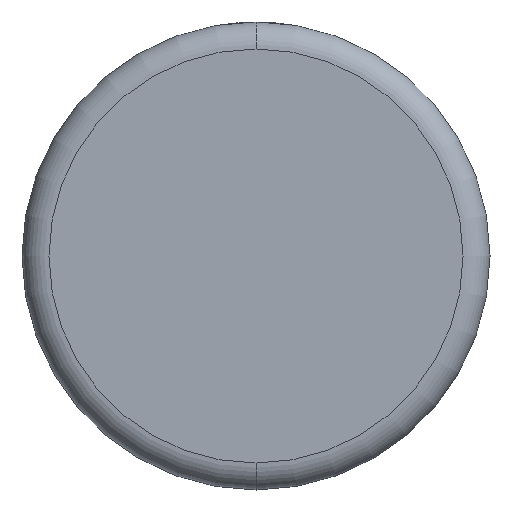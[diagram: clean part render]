
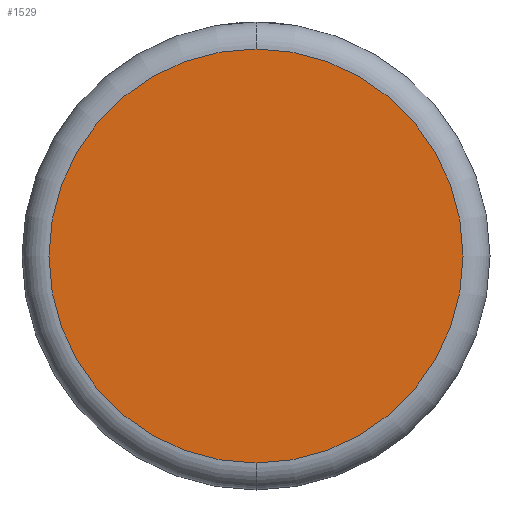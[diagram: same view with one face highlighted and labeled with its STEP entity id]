
A CAD part, front view. The second image highlights one B-rep face of the part: STEP entity #1529.
In plain terms, the highlighted planar face has unit normal (0, -1, 0).
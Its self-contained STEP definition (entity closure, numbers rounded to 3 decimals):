
#503 = VERTEX_POINT ( 'NONE', #3733 ) ;
#581 = EDGE_LOOP ( 'NONE', ( #2991, #958 ) ) ;
#640 = AXIS2_PLACEMENT_3D ( 'NONE', #4009, #4699, #2597 ) ;
#958 = ORIENTED_EDGE ( 'NONE', *, *, #4274, .T. ) ;
#1529 = ADVANCED_FACE ( 'NONE', ( #2299 ), #1778, .F. ) ;
#1549 = CARTESIAN_POINT ( 'NONE',  ( 0., 0., 0. ) ) ;
#1768 = AXIS2_PLACEMENT_3D ( 'NONE', #1549, #3313, #1890 ) ;
#1778 = PLANE ( 'NONE',  #640 ) ;
#1779 = DIRECTION ( 'NONE',  ( 0., 0., 1. ) ) ;
#1890 = DIRECTION ( 'NONE',  ( 0., 0., 1. ) ) ;
#2077 = DIRECTION ( 'NONE',  ( 0., -1., 0. ) ) ;
#2299 = FACE_OUTER_BOUND ( 'NONE', #581, .T. ) ;
#2420 = CARTESIAN_POINT ( 'NONE',  ( 0., 0., -18.138 ) ) ;
#2597 = DIRECTION ( 'NONE',  ( 0., 0., 1. ) ) ;
#2864 = CARTESIAN_POINT ( 'NONE',  ( 0., 0., 0. ) ) ;
#2943 = AXIS2_PLACEMENT_3D ( 'NONE', #2864, #2077, #1779 ) ;
#2991 = ORIENTED_EDGE ( 'NONE', *, *, #3093, .T. ) ;
#3093 = EDGE_CURVE ( 'NONE', #503, #4041, #4084, .T. ) ;
#3313 = DIRECTION ( 'NONE',  ( 0., -1., 0. ) ) ;
#3733 = CARTESIAN_POINT ( 'NONE',  ( 0., 0., 18.138 ) ) ;
#4009 = CARTESIAN_POINT ( 'NONE',  ( 0., 0., 0. ) ) ;
#4041 = VERTEX_POINT ( 'NONE', #2420 ) ;
#4084 = CIRCLE ( 'NONE', #2943, 18.138 ) ;
#4186 = CIRCLE ( 'NONE', #1768, 18.138 ) ;
#4274 = EDGE_CURVE ( 'NONE', #4041, #503, #4186, .T. ) ;
#4699 = DIRECTION ( 'NONE',  ( 0., 1., 0. ) ) ;
